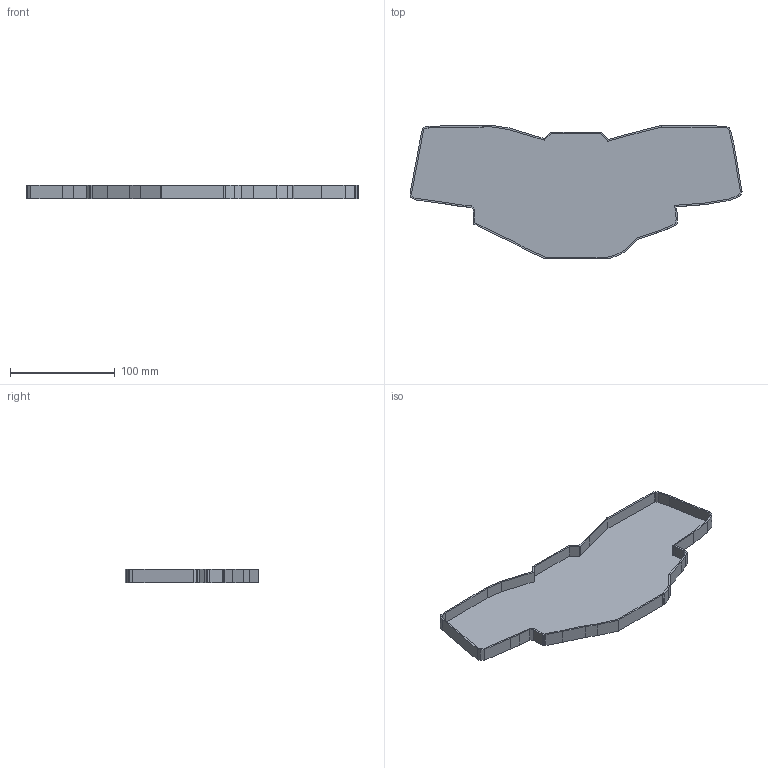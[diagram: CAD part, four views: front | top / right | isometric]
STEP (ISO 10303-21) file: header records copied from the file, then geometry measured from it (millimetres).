
FILE_DESCRIPTION(('Designed by EasyEDA Pro'),'2;1');
FILE_NAME('Open CASCADE Shape Model','2025-07-28T23:08:49',('Author'),( 'Open CASCADE'),'Open CASCADE STEP processor 7.8','Open CASCADE 7.8' ,'Unknown');
FILE_SCHEMA(('AUTOMOTIVE_DESIGN { 1 0 10303 214 1 1 1 1 }'));
Length unit declared in the file: millimetre
Products named in the file (1): Open CASCADE STEP translator 7.8 2
Bounding box: 317.02 x 127.36 x 12.7 mm (x, y, z)
Volume: 58015 mm3; surface area: 78549.7 mm2
Topology: 1 solids, 1 shells, 396 faces, 1179 edges, 786 vertices
Faces by surface type: bspline 396
Entity records: 24803 total; most frequent: CARTESIAN_POINT 9445, B_SPLINE_CURVE_WITH_KNOTS 3537, ORIENTED_EDGE 2358, PCURVE 2358, DEFINITIONAL_REPRESENTATION 2358, EDGE_CURVE 1179, SURFACE_CURVE 1179, VERTEX_POINT 786
